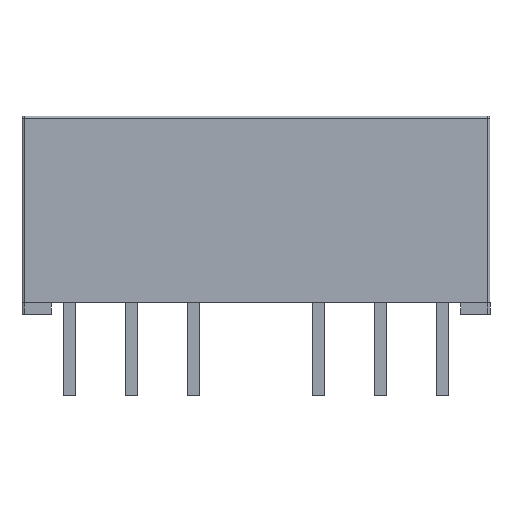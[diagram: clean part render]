
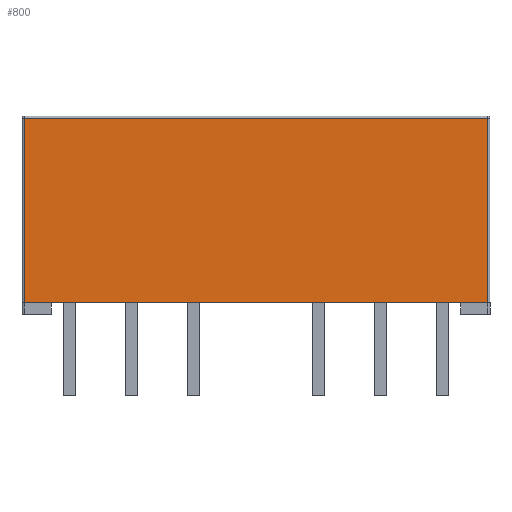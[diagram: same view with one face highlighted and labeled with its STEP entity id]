
A CAD part, front view. The second image highlights one B-rep face of the part: STEP entity #800.
In plain terms, the highlighted planar face has unit normal (0, -1, 0).
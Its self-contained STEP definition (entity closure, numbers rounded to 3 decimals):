
#412=CARTESIAN_POINT('',(9.448,-2.398,8.));
#413=VERTEX_POINT('',#412);
#471=CARTESIAN_POINT('',(-9.452,-2.398,8.));
#472=VERTEX_POINT('',#471);
#529=CARTESIAN_POINT('',(-9.452,-2.398,8.));
#530=DIRECTION('',(1.0,0.0,0.0));
#531=VECTOR('',#530,18.9);
#532=LINE('',#529,#531);
#533=EDGE_CURVE('',#472,#413,#532,.T.);
#552=CARTESIAN_POINT('',(-9.452,-2.398,0.479));
#553=VERTEX_POINT('',#552);
#561=CARTESIAN_POINT('',(-9.452,-2.398,0.479));
#562=DIRECTION('',(0.0,0.0,1.0));
#563=VECTOR('',#562,7.521);
#564=LINE('',#561,#563);
#565=EDGE_CURVE('',#553,#472,#564,.T.);
#658=CARTESIAN_POINT('',(9.448,-2.398,0.479));
#659=VERTEX_POINT('',#658);
#676=CARTESIAN_POINT('',(9.448,-2.398,8.));
#677=DIRECTION('',(0.0,0.0,-1.0));
#678=VECTOR('',#677,7.521);
#679=LINE('',#676,#678);
#680=EDGE_CURVE('',#413,#659,#679,.T.);
#749=CARTESIAN_POINT('',(-9.452,-2.398,0.479));
#750=DIRECTION('',(1.0,0.0,0.0));
#751=VECTOR('',#750,18.9);
#752=LINE('',#749,#751);
#753=EDGE_CURVE('',#553,#659,#752,.T.);
#789=CARTESIAN_POINT('',(-9.552,-2.398,8.1));
#790=DIRECTION('',(0.0,-1.0,0.0));
#791=DIRECTION('',(0.0,0.0,-1.0));
#792=AXIS2_PLACEMENT_3D('',#789,#790,#791);
#793=PLANE('',#792);
#794=ORIENTED_EDGE('',*,*,#565,.F.);
#795=ORIENTED_EDGE('',*,*,#753,.T.);
#796=ORIENTED_EDGE('',*,*,#680,.F.);
#797=ORIENTED_EDGE('',*,*,#533,.F.);
#798=EDGE_LOOP('',(#794,#795,#796,#797));
#799=FACE_OUTER_BOUND('',#798,.T.);
#800=ADVANCED_FACE('',(#799),#793,.T.);
